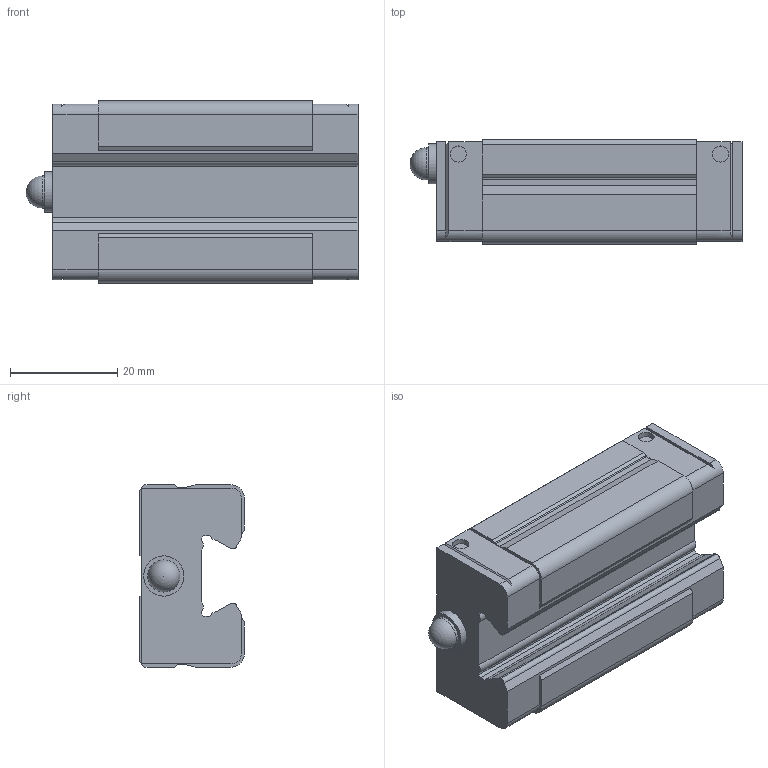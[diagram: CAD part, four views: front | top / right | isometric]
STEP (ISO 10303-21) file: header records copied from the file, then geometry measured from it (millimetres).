
FILE_DESCRIPTION(/* description */ ('STEP AP214'),/* implementation_level */ '2;1');
FILE_NAME(/* name */ 'SSR15XW1SS(GK) BLOCK(1PB1021B)',/* time_stamp */ '2023-02-06T12:54:29+01:00',/* author */ ('License CC BY-ND 4.0'),/* organization */ ('CADENAS'),/* preprocessor_version */ 'ST-DEVELOPER v18.102',/* originating_system */ 'PARTsolutions',/* authorisation */ ' ');
FILE_SCHEMA (('AUTOMOTIVE_DESIGN {1 0 10303 214 3 1 1}'));
Length unit declared in the file: millimetre
Products named in the file (3): SSR15XW1SS(GK) BLOCK(1PB1021B); PB107PB1021BNipple; SSR15XWYSSPB1021B1 Slide15
Assembly tree (2 placements, depth 2):
  SSR15XW1SS(GK) BLOCK(1PB1021B)
    PB107PB1021BNipple
    SSR15XWYSSPB1021B1 Slide15
Bounding box: 61.9 x 19.5 x 34 mm (x, y, z)
Volume: 30515.6 mm3; surface area: 8892.4 mm2
Topology: 2 solids, 2 shells, 107 faces, 280 edges, 184 vertices
Faces by surface type: plane 69, cylinder 29, cone 8, sphere 1
Full cylindrical faces by diameter (mm): 3 x4, 3.242 x4, 4 x3, 6 x1, 7.5 x1
Entity records: 3171 total; most frequent: DIRECTION 538, CARTESIAN_POINT 536, ORIENTED_EDGE 496, EDGE_CURVE 248, AXIS2_PLACEMENT_3D 180, LINE 178, VECTOR 178, VERTEX_POINT 178
